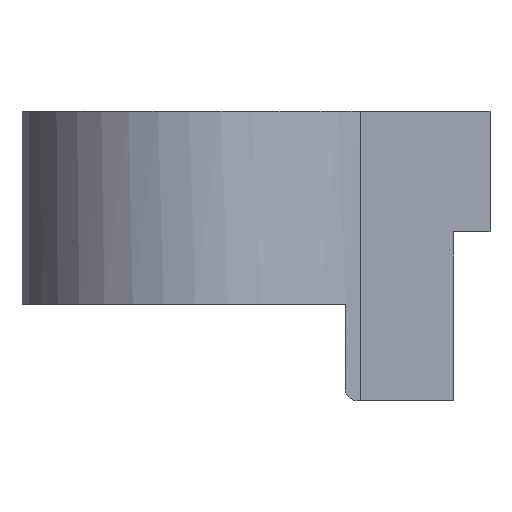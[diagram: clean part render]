
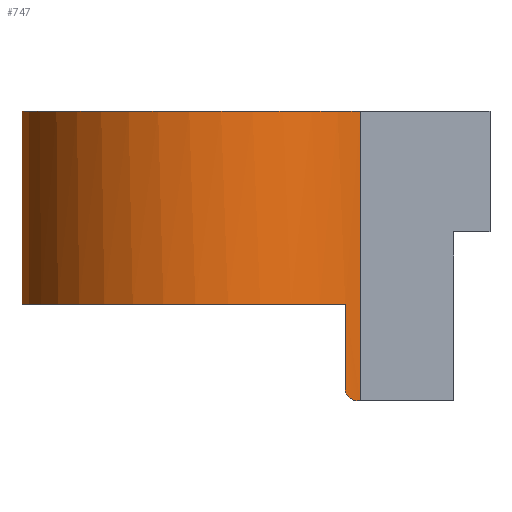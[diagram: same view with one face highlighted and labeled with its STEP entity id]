
A CAD part, front view. The second image highlights one B-rep face of the part: STEP entity #747.
In plain terms, the highlighted cylindrical face has radius 8 mm (diameter 16 mm), a partial arc.
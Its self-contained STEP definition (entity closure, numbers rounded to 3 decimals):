
#40 = VERTEX_POINT('',#41);
#41 = CARTESIAN_POINT('',(-4.895,-1.,12.));
#49 = EDGE_CURVE('',#40,#50,#52,.T.);
#50 = VERTEX_POINT('',#51);
#51 = CARTESIAN_POINT('',(9.122,-5.2,12.));
#52 = CIRCLE('',#53,8.);
#53 = AXIS2_PLACEMENT_3D('',#54,#55,#56);
#54 = CARTESIAN_POINT('',(3.042,0.,12.));
#55 = DIRECTION('',(0.,0.,1.));
#56 = DIRECTION('',(1.,0.,-0.));
#729 = VERTEX_POINT('',#730);
#730 = CARTESIAN_POINT('',(-4.895,-1.,4.));
#736 = EDGE_CURVE('',#729,#40,#737,.T.);
#737 = LINE('',#738,#739);
#738 = CARTESIAN_POINT('',(-4.895,-1.,8.));
#739 = VECTOR('',#740,1.);
#740 = DIRECTION('',(0.,0.,1.));
#747 = ADVANCED_FACE('',(#748),#795,.T.);
#748 = FACE_BOUND('',#749,.T.);
#749 = EDGE_LOOP('',(#750,#761,#767,#768,#769,#778,#786));
#750 = ORIENTED_EDGE('',*,*,#751,.F.);
#751 = EDGE_CURVE('',#752,#754,#756,.T.);
#752 = VERTEX_POINT('',#753);
#753 = CARTESIAN_POINT('',(9.122,-5.2,0.));
#754 = VERTEX_POINT('',#755);
#755 = CARTESIAN_POINT('',(9.,-5.339,0.));
#756 = CIRCLE('',#757,8.);
#757 = AXIS2_PLACEMENT_3D('',#758,#759,#760);
#758 = CARTESIAN_POINT('',(3.042,0.,0.));
#759 = DIRECTION('',(0.,0.,-1.));
#760 = DIRECTION('',(-1.,0.,-0.));
#761 = ORIENTED_EDGE('',*,*,#762,.F.);
#762 = EDGE_CURVE('',#50,#752,#763,.T.);
#763 = LINE('',#764,#765);
#764 = CARTESIAN_POINT('',(9.122,-5.2,6.61));
#765 = VECTOR('',#766,1.);
#766 = DIRECTION('',(0.,0.,-1.));
#767 = ORIENTED_EDGE('',*,*,#49,.F.);
#768 = ORIENTED_EDGE('',*,*,#736,.F.);
#769 = ORIENTED_EDGE('',*,*,#770,.F.);
#770 = EDGE_CURVE('',#771,#729,#773,.T.);
#771 = VERTEX_POINT('',#772);
#772 = CARTESIAN_POINT('',(8.5,-5.849,4.));
#773 = CIRCLE('',#774,8.);
#774 = AXIS2_PLACEMENT_3D('',#775,#776,#777);
#775 = CARTESIAN_POINT('',(3.042,0.,4.));
#776 = DIRECTION('',(0.,0.,-1.));
#777 = DIRECTION('',(-1.,0.,-0.));
#778 = ORIENTED_EDGE('',*,*,#779,.T.);
#779 = EDGE_CURVE('',#771,#780,#782,.T.);
#780 = VERTEX_POINT('',#781);
#781 = CARTESIAN_POINT('',(8.5,-5.849,0.5));
#782 = LINE('',#783,#784);
#783 = CARTESIAN_POINT('',(8.5,-5.849,6.61));
#784 = VECTOR('',#785,1.);
#785 = DIRECTION('',(0.,0.,-1.));
#786 = ORIENTED_EDGE('',*,*,#787,.F.);
#787 = EDGE_CURVE('',#754,#780,#788,.T.);
#788 = B_SPLINE_CURVE_WITH_KNOTS('',5,(#789,#790,#791,#792,#793,#794),
  .UNSPECIFIED.,.F.,.F.,(6,6),(0.,1.363),
  .PIECEWISE_BEZIER_KNOTS.);
#789 = CARTESIAN_POINT('',(9.,-5.339,0.));
#790 = CARTESIAN_POINT('',(8.871,-5.483,
    0.));
#791 = CARTESIAN_POINT('',(8.742,-5.62,
    0.046));
#792 = CARTESIAN_POINT('',(8.602,-5.755,0.116)
  );
#793 = CARTESIAN_POINT('',(8.5,-5.849,0.307));
#794 = CARTESIAN_POINT('',(8.5,-5.849,0.5));
#795 = CYLINDRICAL_SURFACE('',#796,8.);
#796 = AXIS2_PLACEMENT_3D('',#797,#798,#799);
#797 = CARTESIAN_POINT('',(3.042,0.,6.61));
#798 = DIRECTION('',(0.,0.,-1.));
#799 = DIRECTION('',(0.76,-0.65,0.));
